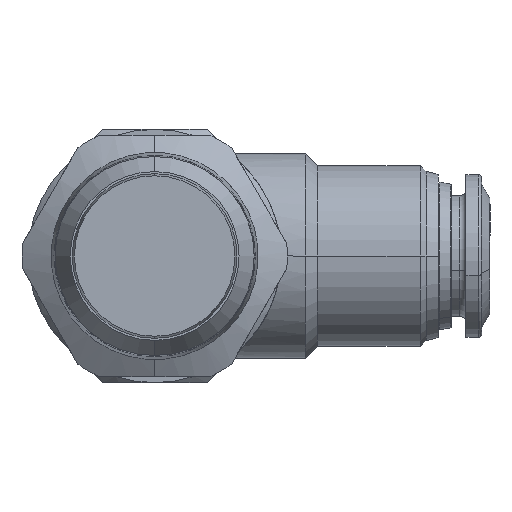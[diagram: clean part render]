
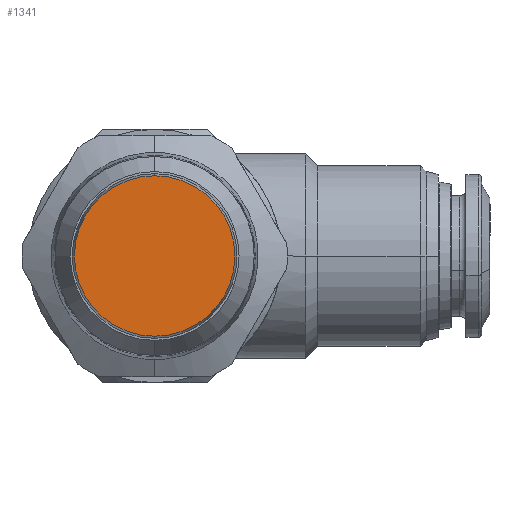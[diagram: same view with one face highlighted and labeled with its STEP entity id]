
A CAD part, front view. The second image highlights one B-rep face of the part: STEP entity #1341.
In plain terms, the highlighted planar face has unit normal (0, -1, 0).
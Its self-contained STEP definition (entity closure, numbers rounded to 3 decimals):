
#1341 = ADVANCED_FACE ( 'NONE', ( #5062 ), #4797, .T. ) ;
#1414 = EDGE_CURVE ( 'NONE', #9597, #9601, #5230, .T. ) ;
#1712 = ORIENTED_EDGE ( 'NONE', *, *, #1414, .T. ) ;
#1713 = ORIENTED_EDGE ( 'NONE', *, *, #9461, .T. ) ;
#4797 = PLANE ( 'NONE',  #5314 ) ;
#4805 = CARTESIAN_POINT ( 'NONE',  ( 0., 0., 0. ) ) ;
#4806 = DIRECTION ( 'NONE',  ( 0., -1., 0. ) ) ;
#4807 = DIRECTION ( 'NONE',  ( 0., 0., -1. ) ) ;
#5062 = FACE_OUTER_BOUND ( 'NONE', #9350, .T. ) ;
#5230 = CIRCLE ( 'NONE', #5981, 6.65 ) ;
#5314 = AXIS2_PLACEMENT_3D ( 'NONE', #4805, #4806, #4807 ) ;
#5647 = CARTESIAN_POINT ( 'NONE',  ( 0., 0., 0. ) ) ;
#5648 = DIRECTION ( 'NONE',  ( 0., -1., 0. ) ) ;
#5649 = DIRECTION ( 'NONE',  ( 0., 0., -1. ) ) ;
#5981 = AXIS2_PLACEMENT_3D ( 'NONE', #5647, #5648, #5649 ) ;
#6066 = AXIS2_PLACEMENT_3D ( 'NONE', #7094, #7095, #7096 ) ;
#6422 = CIRCLE ( 'NONE', #6066, 6.65 ) ;
#7094 = CARTESIAN_POINT ( 'NONE',  ( 0., 0., 0. ) ) ;
#7095 = DIRECTION ( 'NONE',  ( 0., -1., 0. ) ) ;
#7096 = DIRECTION ( 'NONE',  ( 0., 0., -1. ) ) ;
#8945 = CARTESIAN_POINT ( 'NONE',  ( 0., 0., 6.65 ) ) ;
#8949 = CARTESIAN_POINT ( 'NONE',  ( 0., 0., -6.65 ) ) ;
#9350 = EDGE_LOOP ( 'NONE', ( #1712, #1713 ) ) ;
#9461 = EDGE_CURVE ( 'NONE', #9601, #9597, #6422, .T. ) ;
#9597 = VERTEX_POINT ( 'NONE', #8945 ) ;
#9601 = VERTEX_POINT ( 'NONE', #8949 ) ;
